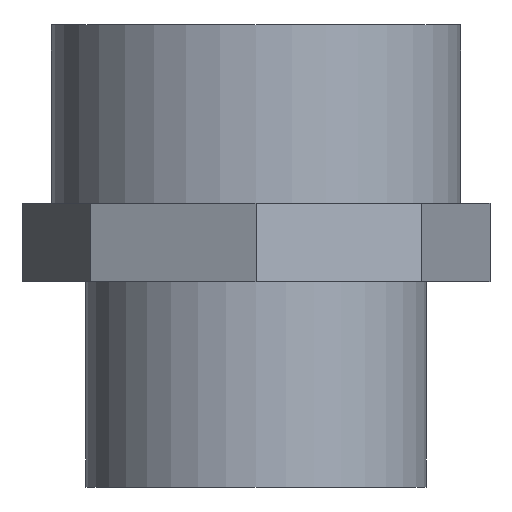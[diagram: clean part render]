
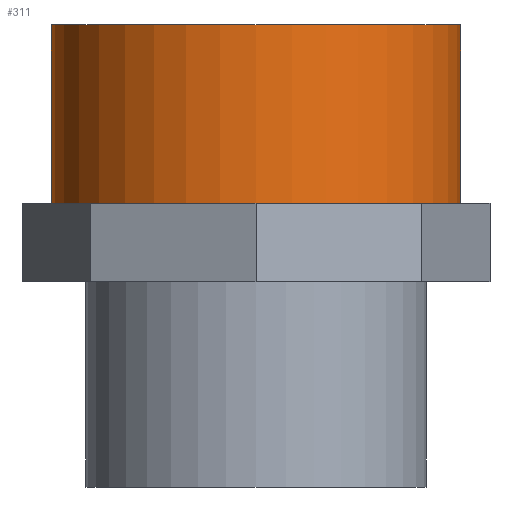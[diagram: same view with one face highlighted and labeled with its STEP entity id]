
A CAD part, front view. The second image highlights one B-rep face of the part: STEP entity #311.
In plain terms, the highlighted cylindrical face has radius 37.85 mm (diameter 75.7 mm), a full revolution.
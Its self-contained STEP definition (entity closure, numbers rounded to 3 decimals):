
#15=CYLINDRICAL_SURFACE($,#339,37.85);
#24=FACE_BOUND($,#83,.T.);
#36=CIRCLE($,#324,37.85);
#40=CIRCLE($,#340,37.85);
#60=FACE_OUTER_BOUND($,#82,.T.);
#82=EDGE_LOOP($,(#266));
#83=EDGE_LOOP($,(#267));
#156=VERTEX_POINT($,#466);
#168=VERTEX_POINT($,#510);
#184=EDGE_CURVE($,#156,#156,#36,.T.);
#204=EDGE_CURVE($,#168,#168,#40,.T.);
#266=ORIENTED_EDGE($,*,*,#184,.T.);
#267=ORIENTED_EDGE($,*,*,#204,.F.);
#311=ADVANCED_FACE($,(#60,#24),#15,.T.);
#324=AXIS2_PLACEMENT_3D($,#467,#368,#369);
#339=AXIS2_PLACEMENT_3D($,#509,#414,#415);
#340=AXIS2_PLACEMENT_3D($,#511,#416,#417);
#368=DIRECTION('center_axis',(0.,0.,1.));
#369=DIRECTION('ref_axis',(0.,-1.,0.));
#414=DIRECTION('center_axis',(0.,0.,1.));
#415=DIRECTION('ref_axis',(0.,-1.,0.));
#416=DIRECTION('center_axis',(0.,0.,1.));
#417=DIRECTION('ref_axis',(0.,-1.,0.));
#466=CARTESIAN_POINT('',(0.,37.85,52.5));
#467=CARTESIAN_POINT('Origin',(0.,0.,52.5));
#509=CARTESIAN_POINT('Origin',(0.,0.,61.75));
#510=CARTESIAN_POINT('',(0.,-37.85,85.5));
#511=CARTESIAN_POINT('Origin',(0.,0.,85.5));
